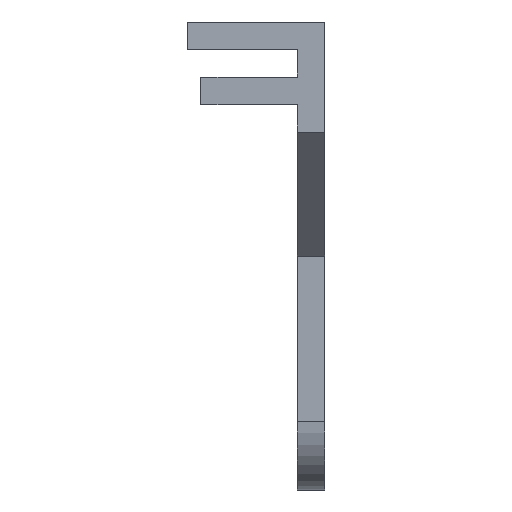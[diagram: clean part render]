
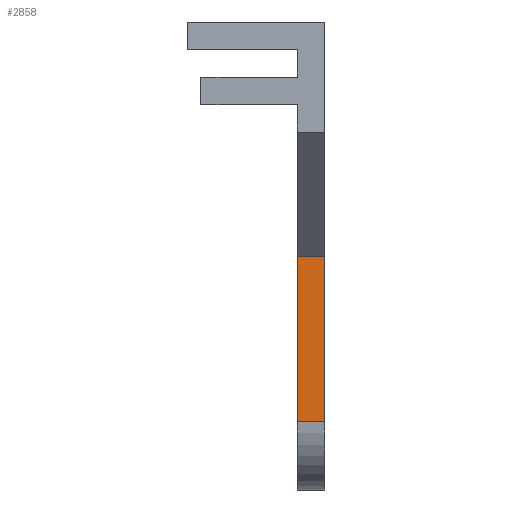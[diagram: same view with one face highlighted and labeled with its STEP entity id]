
A CAD part, left-side view. The second image highlights one B-rep face of the part: STEP entity #2858.
In plain terms, the highlighted planar face has unit normal (-1, 0, 0).
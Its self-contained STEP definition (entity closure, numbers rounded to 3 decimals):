
#155 = PLANE('',#156);
#156 = AXIS2_PLACEMENT_3D('',#157,#158,#159);
#157 = CARTESIAN_POINT('',(-18.,-21.,-32.));
#158 = DIRECTION('',(0.,1.,0.));
#159 = DIRECTION('',(0.,0.,1.));
#209 = PLANE('',#210);
#210 = AXIS2_PLACEMENT_3D('',#211,#212,#213);
#211 = CARTESIAN_POINT('',(-18.,-19.,-32.));
#212 = DIRECTION('',(0.,1.,0.));
#213 = DIRECTION('',(0.,0.,1.));
#1192 = VERTEX_POINT('',#1193);
#1193 = CARTESIAN_POINT('',(-5.,-21.,-25.));
#1212 = CYLINDRICAL_SURFACE('',#1213,5.);
#1213 = AXIS2_PLACEMENT_3D('',#1214,#1215,#1216);
#1214 = CARTESIAN_POINT('',(0.,-14.,-25.));
#1215 = DIRECTION('',(0.,-1.,0.));
#1216 = DIRECTION('',(1.,0.,0.));
#1224 = EDGE_CURVE('',#1225,#1192,#1227,.T.);
#1225 = VERTEX_POINT('',#1226);
#1226 = CARTESIAN_POINT('',(-5.,-21.,-13.));
#1227 = SURFACE_CURVE('',#1228,(#1232,#1238),.PCURVE_S1.);
#1228 = LINE('',#1229,#1230);
#1229 = CARTESIAN_POINT('',(-5.,-21.,-35.));
#1230 = VECTOR('',#1231,1.);
#1231 = DIRECTION('',(0.,0.,-1.));
#1232 = PCURVE('',#155,#1233);
#1233 = DEFINITIONAL_REPRESENTATION('',(#1234),#1237);
#1234 = B_SPLINE_CURVE_WITH_KNOTS('',1,(#1235,#1236),.UNSPECIFIED.,.F.,
  .F.,(2,2),(-22.,-10.),.PIECEWISE_BEZIER_KNOTS.);
#1235 = CARTESIAN_POINT('',(19.,13.));
#1236 = CARTESIAN_POINT('',(7.,13.));
#1237 = ( GEOMETRIC_REPRESENTATION_CONTEXT(2) 
PARAMETRIC_REPRESENTATION_CONTEXT() REPRESENTATION_CONTEXT('2D SPACE',''
  ) );
#1238 = PCURVE('',#1239,#1244);
#1239 = PLANE('',#1240);
#1240 = AXIS2_PLACEMENT_3D('',#1241,#1242,#1243);
#1241 = CARTESIAN_POINT('',(-5.,-23.,-38.));
#1242 = DIRECTION('',(-1.,-0.,-0.));
#1243 = DIRECTION('',(0.,0.,-1.));
#1244 = DEFINITIONAL_REPRESENTATION('',(#1245),#1248);
#1245 = B_SPLINE_CURVE_WITH_KNOTS('',1,(#1246,#1247),.UNSPECIFIED.,.F.,
  .F.,(2,2),(-22.,-10.),.PIECEWISE_BEZIER_KNOTS.);
#1246 = CARTESIAN_POINT('',(-25.,-2.));
#1247 = CARTESIAN_POINT('',(-13.,-2.));
#1248 = ( GEOMETRIC_REPRESENTATION_CONTEXT(2) 
PARAMETRIC_REPRESENTATION_CONTEXT() REPRESENTATION_CONTEXT('2D SPACE',''
  ) );
#1265 = PLANE('',#1266);
#1266 = AXIS2_PLACEMENT_3D('',#1267,#1268,#1269);
#1267 = CARTESIAN_POINT('',(-9.5,-23.,-8.5));
#1268 = DIRECTION('',(-0.707,-0.,-0.707));
#1269 = DIRECTION('',(0.,-1.,0.));
#2090 = VERTEX_POINT('',#2091);
#2091 = CARTESIAN_POINT('',(-5.,-19.,-25.));
#2117 = EDGE_CURVE('',#2118,#2090,#2120,.T.);
#2118 = VERTEX_POINT('',#2119);
#2119 = CARTESIAN_POINT('',(-5.,-19.,-13.));
#2120 = SURFACE_CURVE('',#2121,(#2125,#2131),.PCURVE_S1.);
#2121 = LINE('',#2122,#2123);
#2122 = CARTESIAN_POINT('',(-5.,-19.,-35.));
#2123 = VECTOR('',#2124,1.);
#2124 = DIRECTION('',(0.,0.,-1.));
#2125 = PCURVE('',#209,#2126);
#2126 = DEFINITIONAL_REPRESENTATION('',(#2127),#2130);
#2127 = B_SPLINE_CURVE_WITH_KNOTS('',1,(#2128,#2129),.UNSPECIFIED.,.F.,
  .F.,(2,2),(-22.,-10.),.PIECEWISE_BEZIER_KNOTS.);
#2128 = CARTESIAN_POINT('',(19.,13.));
#2129 = CARTESIAN_POINT('',(7.,13.));
#2130 = ( GEOMETRIC_REPRESENTATION_CONTEXT(2) 
PARAMETRIC_REPRESENTATION_CONTEXT() REPRESENTATION_CONTEXT('2D SPACE',''
  ) );
#2131 = PCURVE('',#1239,#2132);
#2132 = DEFINITIONAL_REPRESENTATION('',(#2133),#2136);
#2133 = B_SPLINE_CURVE_WITH_KNOTS('',1,(#2134,#2135),.UNSPECIFIED.,.F.,
  .F.,(2,2),(-22.,-10.),.PIECEWISE_BEZIER_KNOTS.);
#2134 = CARTESIAN_POINT('',(-25.,-4.));
#2135 = CARTESIAN_POINT('',(-13.,-4.));
#2136 = ( GEOMETRIC_REPRESENTATION_CONTEXT(2) 
PARAMETRIC_REPRESENTATION_CONTEXT() REPRESENTATION_CONTEXT('2D SPACE',''
  ) );
#2836 = EDGE_CURVE('',#1225,#2118,#2837,.T.);
#2837 = SURFACE_CURVE('',#2838,(#2842,#2849),.PCURVE_S1.);
#2838 = LINE('',#2839,#2840);
#2839 = CARTESIAN_POINT('',(-5.,-23.,-13.));
#2840 = VECTOR('',#2841,1.);
#2841 = DIRECTION('',(0.,1.,0.));
#2842 = PCURVE('',#1265,#2843);
#2843 = DEFINITIONAL_REPRESENTATION('',(#2844),#2848);
#2844 = LINE('',#2845,#2846);
#2845 = CARTESIAN_POINT('',(-0.,-6.364));
#2846 = VECTOR('',#2847,1.);
#2847 = DIRECTION('',(-1.,0.));
#2848 = ( GEOMETRIC_REPRESENTATION_CONTEXT(2) 
PARAMETRIC_REPRESENTATION_CONTEXT() REPRESENTATION_CONTEXT('2D SPACE',''
  ) );
#2849 = PCURVE('',#1239,#2850);
#2850 = DEFINITIONAL_REPRESENTATION('',(#2851),#2855);
#2851 = LINE('',#2852,#2853);
#2852 = CARTESIAN_POINT('',(-25.,-0.));
#2853 = VECTOR('',#2854,1.);
#2854 = DIRECTION('',(-0.,-1.));
#2855 = ( GEOMETRIC_REPRESENTATION_CONTEXT(2) 
PARAMETRIC_REPRESENTATION_CONTEXT() REPRESENTATION_CONTEXT('2D SPACE',''
  ) );
#2858 = ADVANCED_FACE('',(#2859),#1239,.T.);
#2859 = FACE_BOUND('',#2860,.F.);
#2860 = EDGE_LOOP('',(#2861,#2862,#2882,#2883));
#2861 = ORIENTED_EDGE('',*,*,#1224,.T.);
#2862 = ORIENTED_EDGE('',*,*,#2863,.F.);
#2863 = EDGE_CURVE('',#2090,#1192,#2864,.T.);
#2864 = SURFACE_CURVE('',#2865,(#2869,#2876),.PCURVE_S1.);
#2865 = LINE('',#2866,#2867);
#2866 = CARTESIAN_POINT('',(-5.,-14.,-25.));
#2867 = VECTOR('',#2868,1.);
#2868 = DIRECTION('',(0.,-1.,0.));
#2869 = PCURVE('',#1239,#2870);
#2870 = DEFINITIONAL_REPRESENTATION('',(#2871),#2875);
#2871 = LINE('',#2872,#2873);
#2872 = CARTESIAN_POINT('',(-13.,-9.));
#2873 = VECTOR('',#2874,1.);
#2874 = DIRECTION('',(0.,1.));
#2875 = ( GEOMETRIC_REPRESENTATION_CONTEXT(2) 
PARAMETRIC_REPRESENTATION_CONTEXT() REPRESENTATION_CONTEXT('2D SPACE',''
  ) );
#2876 = PCURVE('',#1212,#2877);
#2877 = DEFINITIONAL_REPRESENTATION('',(#2878),#2881);
#2878 = B_SPLINE_CURVE_WITH_KNOTS('',1,(#2879,#2880),.UNSPECIFIED.,.F.,
  .F.,(2,2),(2.4,9.6),.PIECEWISE_BEZIER_KNOTS.);
#2879 = CARTESIAN_POINT('',(3.142,2.4));
#2880 = CARTESIAN_POINT('',(3.142,9.6));
#2881 = ( GEOMETRIC_REPRESENTATION_CONTEXT(2) 
PARAMETRIC_REPRESENTATION_CONTEXT() REPRESENTATION_CONTEXT('2D SPACE',''
  ) );
#2882 = ORIENTED_EDGE('',*,*,#2117,.F.);
#2883 = ORIENTED_EDGE('',*,*,#2836,.F.);
